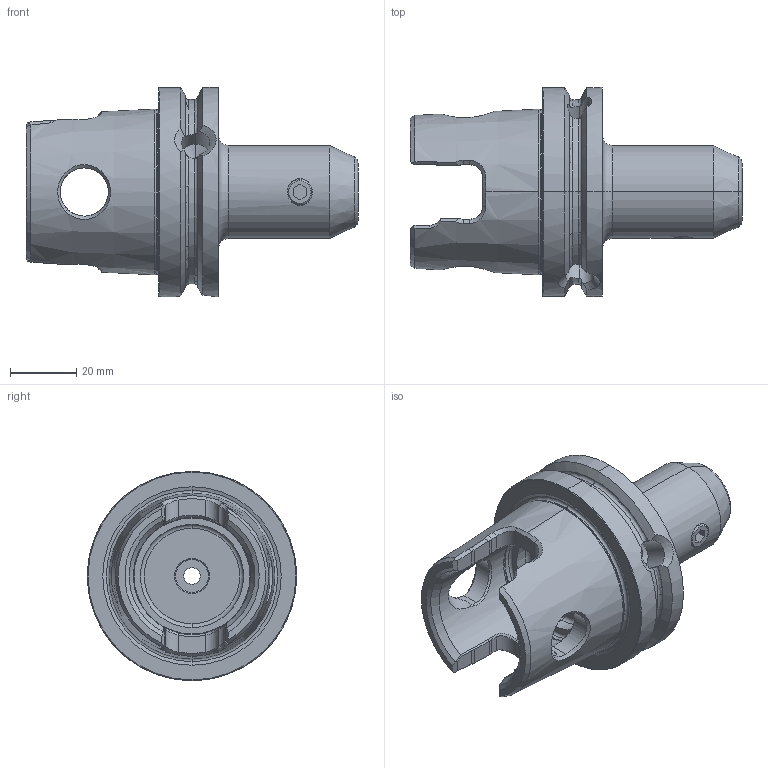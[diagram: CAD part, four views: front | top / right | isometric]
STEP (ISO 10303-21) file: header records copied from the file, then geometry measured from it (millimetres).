
FILE_DESCRIPTION (( 'STEP AP203' ), '1' );
FILE_NAME ('KY6.W08.K01.060.STEP', '2018-02-16T08:40:15', ( 'SWIAdmin' ), ( 'Hewlett-Packard Company' ), 'SwSTEP 2.0', 'SolidWorks 2017', '' );
FILE_SCHEMA (( 'CONFIG_CONTROL_DESIGN' ));
Length unit declared in the file: millimetre
Products named in the file (3): KY6-W08.K01.060_A; W08-ER1.001.010; KY6.W08.K01.060
Assembly tree (2 placements, depth 2):
  KY6.W08.K01.060
    KY6-W08.K01.060_A
    W08-ER1.001.010
Bounding box: 99.95 x 62.95 x 62.95 mm (x, y, z)
Volume: 101360.7 mm3; surface area: 24873.9 mm2
Topology: 2 solids, 2 shells, 240 faces, 605 edges, 369 vertices
Faces by surface type: cylinder 56, plane 55, bspline 52, cone 49, torus 28
Entity records: 10270 total; most frequent: CARTESIAN_POINT 4837, ORIENTED_EDGE 1194, DIRECTION 873, EDGE_CURVE 597, VERTEX_POINT 369, AXIS2_PLACEMENT_3D 359, B_SPLINE_CURVE_WITH_KNOTS 276, EDGE_LOOP 256
